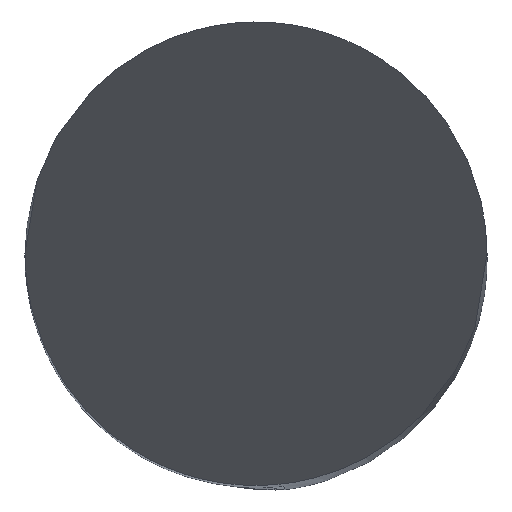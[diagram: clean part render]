
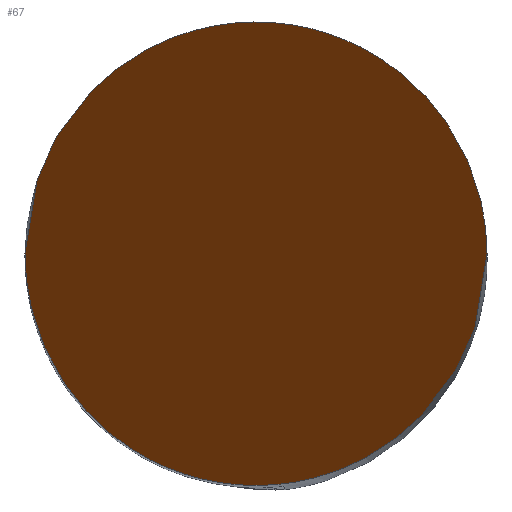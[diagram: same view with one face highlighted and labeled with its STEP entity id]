
A CAD part, top view. The second image highlights one B-rep face of the part: STEP entity #67.
In plain terms, the highlighted planar face has unit normal (0, -0.866, 0.5).
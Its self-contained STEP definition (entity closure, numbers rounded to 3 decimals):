
#53=PLANE('',#482);
#67=ADVANCED_FACE('',(#97),#53,.F.);
#97=FACE_OUTER_BOUND('',#120,.T.);
#120=EDGE_LOOP('',(#228,#229));
#228=ORIENTED_EDGE('',*,*,#350,.F.);
#229=ORIENTED_EDGE('',*,*,#358,.F.);
#307=VERTEX_POINT('',#861);
#308=VERTEX_POINT('',#862);
#350=EDGE_CURVE('',#307,#308,#427,.T.);
#358=EDGE_CURVE('',#308,#307,#430,.T.);
#427=(
BOUNDED_CURVE()
B_SPLINE_CURVE(3,(#857,#858,#859,#860),.UNSPECIFIED.,.F.,.F.)
B_SPLINE_CURVE_WITH_KNOTS((4,4),(0.,1.),.UNSPECIFIED.)
CURVE()
GEOMETRIC_REPRESENTATION_ITEM()
RATIONAL_B_SPLINE_CURVE((1.,0.333,0.333,1.))
REPRESENTATION_ITEM('')
);
#430=(
BOUNDED_CURVE()
B_SPLINE_CURVE(3,(#918,#919,#920,#921),.UNSPECIFIED.,.F.,.F.)
B_SPLINE_CURVE_WITH_KNOTS((4,4),(0.,1.),.UNSPECIFIED.)
CURVE()
GEOMETRIC_REPRESENTATION_ITEM()
RATIONAL_B_SPLINE_CURVE((1.,0.333,0.333,1.))
REPRESENTATION_ITEM('')
);
#482=AXIS2_PLACEMENT_3D('',#962,#530,#531);
#530=DIRECTION('',(0.,0.866,-0.5));
#531=DIRECTION('',(0.,-0.5,-0.866));
#857=CARTESIAN_POINT('',(-3.,0.,0.));
#858=CARTESIAN_POINT('',(-3.,6.,10.392));
#859=CARTESIAN_POINT('',(3.,6.,10.392));
#860=CARTESIAN_POINT('',(3.,0.,0.));
#861=CARTESIAN_POINT('',(-3.,0.,0.));
#862=CARTESIAN_POINT('',(3.,0.,0.));
#918=CARTESIAN_POINT('',(3.,0.,0.));
#919=CARTESIAN_POINT('',(3.,-6.,-10.392));
#920=CARTESIAN_POINT('',(-3.,-6.,-10.392));
#921=CARTESIAN_POINT('',(-3.,0.,0.));
#962=CARTESIAN_POINT('',(3.,3.,5.196));
